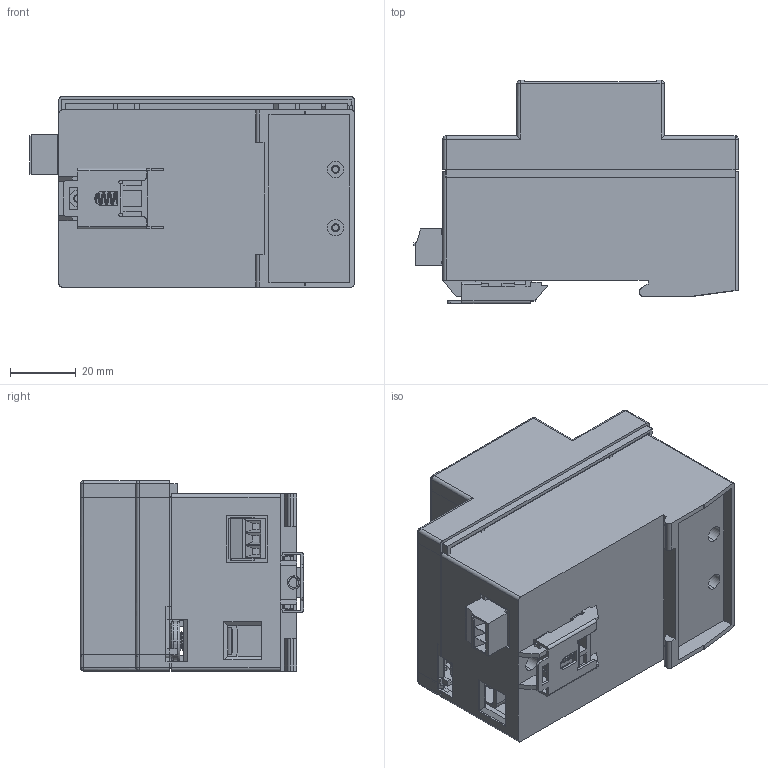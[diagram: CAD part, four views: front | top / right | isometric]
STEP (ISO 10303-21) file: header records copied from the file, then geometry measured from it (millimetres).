
FILE_DESCRIPTION (( 'STEP AP214' ), '1' );
FILE_NAME ('1104-11-105-E.STEP', '2019-01-25T20:20:03', ( '' ), ( '' ), 'SwSTEP 2.0', 'SolidWorks 2018', '' );
FILE_SCHEMA (( 'AUTOMOTIVE_DESIGN' ));
Length unit declared in the file: millimetre
Products named in the file (37): 182154; 2500-597; Base^1104-11-105; 121275; 182292a; 101122; 3800-269; 1104-11-105-E; Cover^1104-11-105; 182293; 3800-279; 121274; 2003-1052; Flags^1104-11-105
Assembly tree (24 placements, depth 3):
  182154
  121275
  182292a
  1104-11-105-E
    Base^1104-11-105
    Cover^1104-11-105
    3800-279
    3800-269
    Flags^1104-11-105
      182293
      182154  x3
    182292a
    101122  x4
    121275  x3
    121274  x4
    2500-597
    2003-1052
  Cover^1104-11-105
Bounding box: 98.9 x 68 x 58.15 mm (x, y, z)
Volume: 90259.5 mm3; surface area: 113328 mm2
Topology: 38 solids, 38 shells, 2445 faces, 6759 edges, 4436 vertices
Faces by surface type: plane 1602, cylinder 677, bspline 98, cone 44, torus 16, sphere 8
Entity records: 75169 total; most frequent: CARTESIAN_POINT 17427, ORIENTED_EDGE 10428, DIRECTION 9509, EDGE_CURVE 5214, VECTOR 4021, LINE 4021, VERTEX_POINT 3413, AXIS2_PLACEMENT_3D 2744
